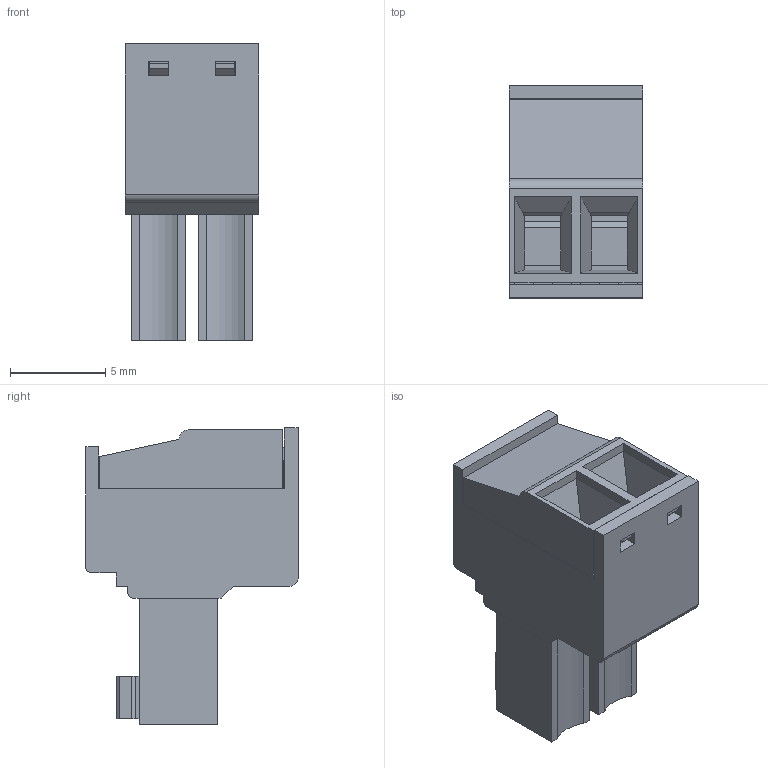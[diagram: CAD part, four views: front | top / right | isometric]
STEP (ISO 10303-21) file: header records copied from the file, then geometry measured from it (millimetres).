
FILE_DESCRIPTION (( 'STEP AP214' ), '1' );
FILE_NAME ('15EDGK-3.5-02P-14-00AH.STEP', '2017-04-27T22:41:16', ( 'SIG' ), ( '' ), 'SwSTEP 2.0', 'SolidWorks 2014', '' );
FILE_SCHEMA (( 'AUTOMOTIVE_DESIGN' ));
Length unit declared in the file: millimetre
Products named in the file (14): 15EDGK-3.5_klamper; 15EDGK-3.5_screw; 15EDGK-3.5_spring; 15EDGK-3.5-02P; 15EDGK-3.5-02P_top-cap; 15EDGK-3.5-02P-14-00AH
Assembly tree (8 placements, depth 2):
  15EDGK-3.5_klamper
  15EDGK-3.5-02P-14-00AH
    15EDGK-3.5_klamper  x2
    15EDGK-3.5_screw  x2
    15EDGK-3.5_spring  x2
    15EDGK-3.5-02P
    15EDGK-3.5-02P_top-cap
  15EDGK-3.5_klamper
  15EDGK-3.5_screw
  15EDGK-3.5_spring
Bounding box: 7 x 11.15 x 15.56 mm (x, y, z)
Volume: 486.5 mm3; surface area: 1855.7 mm2
Topology: 8 solids, 8 shells, 373 faces, 1033 edges, 682 vertices
Faces by surface type: plane 283, cylinder 64, bspline 12, cone 8, torus 6
Entity records: 10854 total; most frequent: CARTESIAN_POINT 2279, ORIENTED_EDGE 1690, DIRECTION 1505, EDGE_CURVE 845, LINE 683, VECTOR 683, VERTEX_POINT 558, AXIS2_PLACEMENT_3D 411
